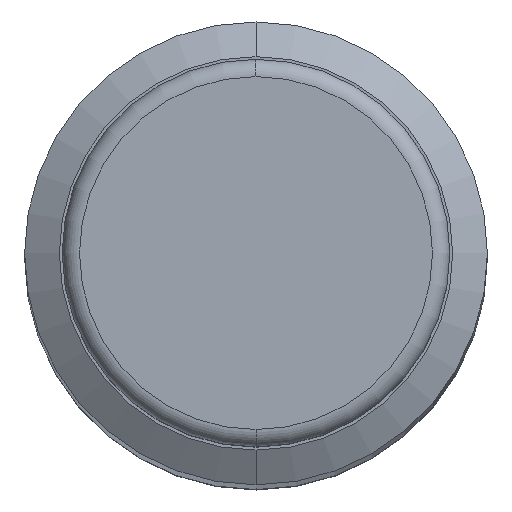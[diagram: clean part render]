
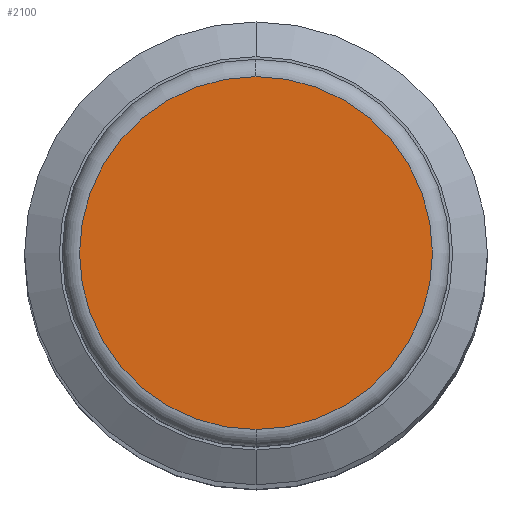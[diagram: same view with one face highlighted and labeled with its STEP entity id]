
A CAD part, top view. The second image highlights one B-rep face of the part: STEP entity #2100.
In plain terms, the highlighted planar face has unit normal (0, 0, 1).
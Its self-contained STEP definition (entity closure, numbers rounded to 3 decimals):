
#1885=CARTESIAN_POINT('',(0.,0.,0.));
#1886=DIRECTION('',(0.,0.,-1.));
#1887=DIRECTION('',(0.,-1.,0.));
#1888=AXIS2_PLACEMENT_3D('',#1885,#1886,#1887);
#1893=CARTESIAN_POINT('',(0.,0.,0.));
#1894=DIRECTION('',(0.,0.,-1.));
#1895=DIRECTION('',(0.,1.,0.));
#1896=AXIS2_PLACEMENT_3D('',#1893,#1894,#1895);
#1941=CARTESIAN_POINT('',(0.,-3.05,0.));
#1942=CARTESIAN_POINT('',(0.,3.05,0.));
#1943=VERTEX_POINT('',#1941);
#1944=VERTEX_POINT('',#1942);
#2091=CARTESIAN_POINT('',(0.,0.,0.));
#2092=DIRECTION('',(0.,0.,-1.));
#2093=DIRECTION('',(0.,-1.,0.));
#2094=AXIS2_PLACEMENT_3D('',#2091,#2092,#2093);
#2095=PLANE('',#2094);
#2096=ORIENTED_EDGE('',*,*,#2058,.T.);
#2097=ORIENTED_EDGE('',*,*,#2073,.T.);
#2098=EDGE_LOOP('',(#2096,#2097));
#2099=FACE_OUTER_BOUND('',#2098,.F.);
#2100=ADVANCED_FACE('',(#2099),#2095,.F.);
#1889=CIRCLE('',#1888,3.05);
#1897=CIRCLE('',#1896,3.05);
#2058=EDGE_CURVE('',#1943,#1944,#1889,.T.);
#2073=EDGE_CURVE('',#1944,#1943,#1897,.T.);
